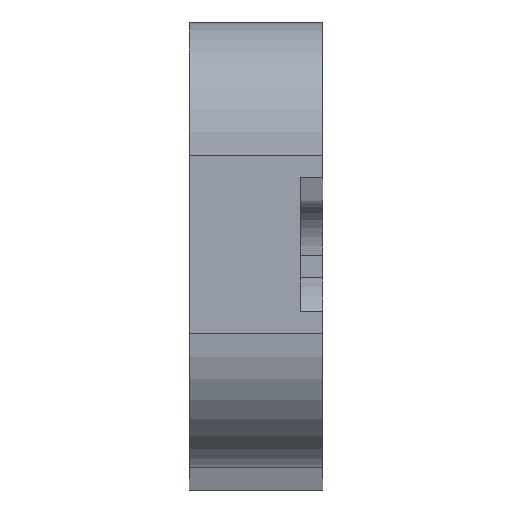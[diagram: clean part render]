
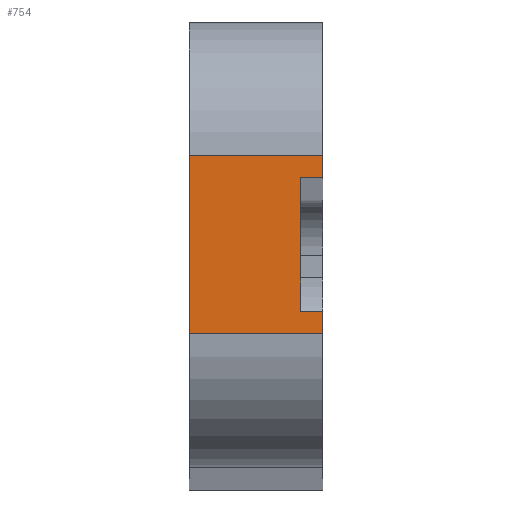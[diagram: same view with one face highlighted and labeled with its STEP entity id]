
A CAD part, top view. The second image highlights one B-rep face of the part: STEP entity #754.
In plain terms, the highlighted planar face has unit normal (0, 0, 1).
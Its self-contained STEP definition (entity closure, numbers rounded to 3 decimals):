
#11 = LINE ( 'NONE', #332, #305 ) ;
#30 = EDGE_LOOP ( 'NONE', ( #887, #829, #251, #457, #903, #813, #312, #584 ) ) ;
#94 = VECTOR ( 'NONE', #376, 1000. ) ;
#106 = VECTOR ( 'NONE', #758, 1000. ) ;
#107 = LINE ( 'NONE', #636, #212 ) ;
#108 = LINE ( 'NONE', #337, #106 ) ;
#120 = VECTOR ( 'NONE', #210, 1000. ) ;
#125 = LINE ( 'NONE', #495, #120 ) ;
#130 = EDGE_CURVE ( 'NONE', #716, #558, #803, .T. ) ;
#133 = PLANE ( 'NONE',  #294 ) ;
#136 = VECTOR ( 'NONE', #438, 1000. ) ;
#147 = DIRECTION ( 'NONE',  ( 0., 1., 0. ) ) ;
#151 = LINE ( 'NONE', #281, #136 ) ;
#153 = CARTESIAN_POINT ( 'NONE',  ( 6., 6., 600. ) ) ;
#168 = FACE_OUTER_BOUND ( 'NONE', #30, .T. ) ;
#204 = CARTESIAN_POINT ( 'NONE',  ( 6., 8., 600. ) ) ;
#210 = DIRECTION ( 'NONE',  ( 0., 1., 0. ) ) ;
#212 = VECTOR ( 'NONE', #840, 1000. ) ;
#242 = DIRECTION ( 'NONE',  ( 1., 0., 0. ) ) ;
#243 = VERTEX_POINT ( 'NONE', #704 ) ;
#251 = ORIENTED_EDGE ( 'NONE', *, *, #263, .T. ) ;
#263 = EDGE_CURVE ( 'NONE', #282, #547, #151, .T. ) ;
#281 = CARTESIAN_POINT ( 'NONE',  ( -6., 8., 600. ) ) ;
#282 = VERTEX_POINT ( 'NONE', #204 ) ;
#294 = AXIS2_PLACEMENT_3D ( 'NONE', #857, #736, #242 ) ;
#298 = CARTESIAN_POINT ( 'NONE',  ( 4., -6., 600. ) ) ;
#305 = VECTOR ( 'NONE', #767, 1000. ) ;
#309 = EDGE_CURVE ( 'NONE', #710, #282, #125, .T. ) ;
#312 = ORIENTED_EDGE ( 'NONE', *, *, #456, .F. ) ;
#314 = EDGE_CURVE ( 'NONE', #547, #716, #108, .T. ) ;
#327 = VERTEX_POINT ( 'NONE', #568 ) ;
#332 = CARTESIAN_POINT ( 'NONE',  ( 4., 6., 600. ) ) ;
#337 = CARTESIAN_POINT ( 'NONE',  ( -6., 20., 600. ) ) ;
#342 = VECTOR ( 'NONE', #567, 1000. ) ;
#376 = DIRECTION ( 'NONE',  ( 0., -1., 0. ) ) ;
#391 = EDGE_CURVE ( 'NONE', #327, #710, #11, .T. ) ;
#438 = DIRECTION ( 'NONE',  ( -1., 0., 0. ) ) ;
#439 = CARTESIAN_POINT ( 'NONE',  ( 6., -8., 600. ) ) ;
#456 = EDGE_CURVE ( 'NONE', #702, #243, #107, .T. ) ;
#457 = ORIENTED_EDGE ( 'NONE', *, *, #314, .T. ) ;
#495 = CARTESIAN_POINT ( 'NONE',  ( 6., 20., 600. ) ) ;
#523 = LINE ( 'NONE', #298, #94 ) ;
#547 = VERTEX_POINT ( 'NONE', #793 ) ;
#549 = CARTESIAN_POINT ( 'NONE',  ( 6., -8., 600. ) ) ;
#558 = VERTEX_POINT ( 'NONE', #439 ) ;
#567 = DIRECTION ( 'NONE',  ( 1., 0., 0. ) ) ;
#568 = CARTESIAN_POINT ( 'NONE',  ( 4., 6., 600. ) ) ;
#584 = ORIENTED_EDGE ( 'NONE', *, *, #870, .F. ) ;
#590 = VECTOR ( 'NONE', #147, 1000. ) ;
#604 = CARTESIAN_POINT ( 'NONE',  ( -6., -8., 600. ) ) ;
#636 = CARTESIAN_POINT ( 'NONE',  ( 4., -6., 600. ) ) ;
#702 = VERTEX_POINT ( 'NONE', #748 ) ;
#704 = CARTESIAN_POINT ( 'NONE',  ( 6., -6., 600. ) ) ;
#710 = VERTEX_POINT ( 'NONE', #153 ) ;
#711 = EDGE_CURVE ( 'NONE', #558, #243, #712, .T. ) ;
#712 = LINE ( 'NONE', #874, #590 ) ;
#716 = VERTEX_POINT ( 'NONE', #604 ) ;
#736 = DIRECTION ( 'NONE',  ( 0., 0., 1. ) ) ;
#748 = CARTESIAN_POINT ( 'NONE',  ( 4., -6., 600. ) ) ;
#754 = ADVANCED_FACE ( 'NONE', ( #168 ), #133, .T. ) ;
#758 = DIRECTION ( 'NONE',  ( 0., -1., 0. ) ) ;
#767 = DIRECTION ( 'NONE',  ( 1., 0., 0. ) ) ;
#793 = CARTESIAN_POINT ( 'NONE',  ( -6., 8., 600. ) ) ;
#803 = LINE ( 'NONE', #549, #342 ) ;
#813 = ORIENTED_EDGE ( 'NONE', *, *, #711, .T. ) ;
#829 = ORIENTED_EDGE ( 'NONE', *, *, #309, .T. ) ;
#840 = DIRECTION ( 'NONE',  ( 1., 0., 0. ) ) ;
#857 = CARTESIAN_POINT ( 'NONE',  ( 0., 0., 600. ) ) ;
#870 = EDGE_CURVE ( 'NONE', #327, #702, #523, .T. ) ;
#874 = CARTESIAN_POINT ( 'NONE',  ( 6., 20., 600. ) ) ;
#887 = ORIENTED_EDGE ( 'NONE', *, *, #391, .T. ) ;
#903 = ORIENTED_EDGE ( 'NONE', *, *, #130, .T. ) ;
